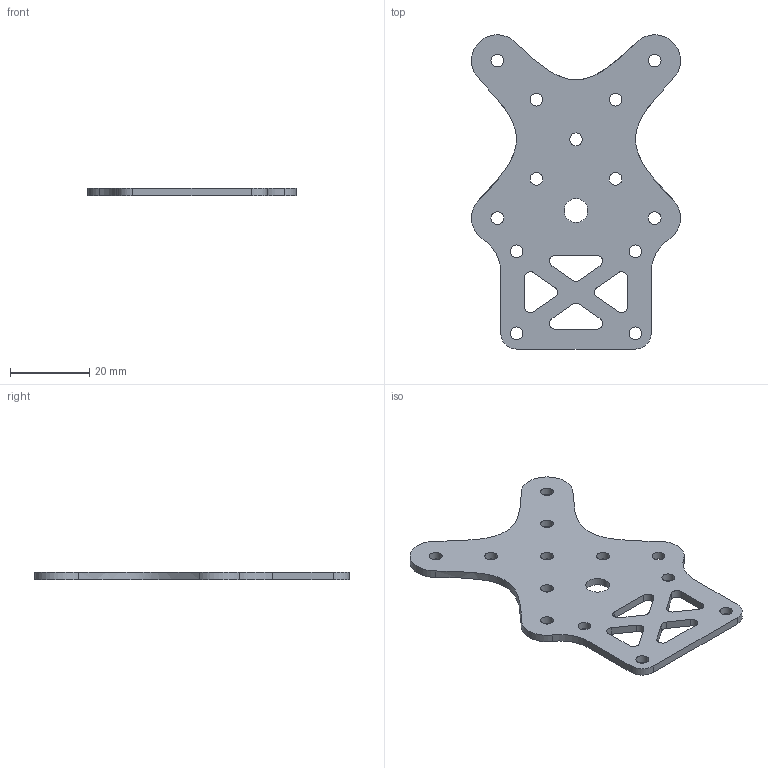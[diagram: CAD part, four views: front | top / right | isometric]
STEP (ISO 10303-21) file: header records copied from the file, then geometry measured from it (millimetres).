
FILE_DESCRIPTION(/* description */ (''),/* implementation_level */ '2;1');
FILE_NAME(/* name */ 'Bttmplate.step',/* time_stamp */ '2025-07-16T23:56:25-07:00',/* author */ (''),/* organization */ (''),/* preprocessor_version */ 'ST-DEVELOPER v20.1',/* originating_system */ 'Autodesk Translation Framework v14.10.0.0',/* authorisation */ '');
FILE_SCHEMA (('AUTOMOTIVE_DESIGN { 1 0 10303 214 3 1 1 }'));
Length unit declared in the file: millimetre
Products named in the file (1): Bttmplate
Bounding box: 52.8 x 79.37 x 2 mm (x, y, z)
Volume: 5321.2 mm3; surface area: 6404.1 mm2
Topology: 1 solids, 1 shells, 54 faces, 157 edges, 105 vertices
Faces by surface type: cylinder 34, plane 17, bspline 3
Full cylindrical faces by diameter (mm): 3.2 x13, 6 x1
Entity records: 2340 total; most frequent: CARTESIAN_POINT 765, DIRECTION 322, ORIENTED_EDGE 314, EDGE_CURVE 157, AXIS2_PLACEMENT_3D 120, VERTEX_POINT 105, EDGE_LOOP 90, LINE 82
